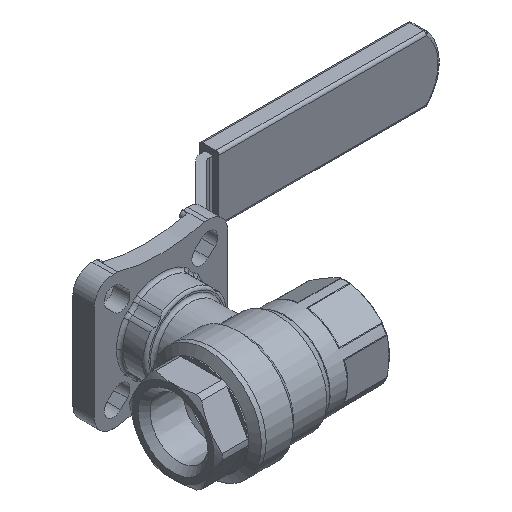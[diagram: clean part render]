
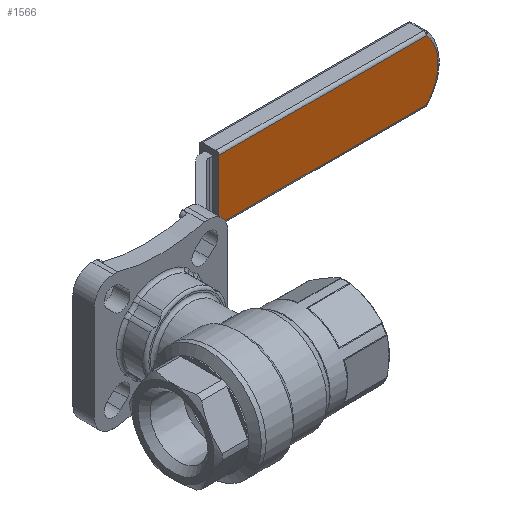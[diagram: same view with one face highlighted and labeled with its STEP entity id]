
A CAD part, isometric view. The second image highlights one B-rep face of the part: STEP entity #1566.
In plain terms, the highlighted planar face has unit normal (0, -1, 0).
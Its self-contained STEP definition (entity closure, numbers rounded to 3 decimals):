
#1566=ADVANCED_FACE('',(#3040),#3041,.F.);
#3040=FACE_OUTER_BOUND('',#5557,.T.);
#3041=PLANE('',#5558);
#5557=EDGE_LOOP('',(#8963,#8964,#8965,#8966,#8967,#8968));
#5558=AXIS2_PLACEMENT_3D('',#8969,#8970,#8971);
#8963=ORIENTED_EDGE('',*,*,#10445,.T.);
#8964=ORIENTED_EDGE('',*,*,#10446,.T.);
#8965=ORIENTED_EDGE('',*,*,#10399,.F.);
#8966=ORIENTED_EDGE('',*,*,#10447,.T.);
#8967=ORIENTED_EDGE('',*,*,#10448,.T.);
#8968=ORIENTED_EDGE('',*,*,#10449,.T.);
#8969=CARTESIAN_POINT('',(-113.0,58.826,11.0));
#8970=DIRECTION('',(0.,1.0,0.0));
#8971=DIRECTION('',(-1.0,0.,0.0));
#10399=EDGE_CURVE('',#12341,#12342,#12343,.F.);
#10445=EDGE_CURVE('',#12412,#12413,#12414,.F.);
#10446=EDGE_CURVE('',#12413,#12342,#12415,.T.);
#10447=EDGE_CURVE('',#12341,#12416,#12417,.T.);
#10448=EDGE_CURVE('',#12416,#12418,#12419,.F.);
#10449=EDGE_CURVE('',#12418,#12412,#12420,.T.);
#12341=VERTEX_POINT('',#16093);
#12342=VERTEX_POINT('',#16094);
#12343=LINE('',#16095,#16096);
#12412=VERTEX_POINT('',#16191);
#12413=VERTEX_POINT('',#16192);
#12414=CIRCLE('',#16193,13.9);
#12415=LINE('',#16194,#16195);
#12416=VERTEX_POINT('',#16196);
#12417=LINE('',#16197,#16198);
#12418=VERTEX_POINT('',#16199);
#12419=CIRCLE('',#16200,13.9);
#12420=LINE('',#16201,#16202);
#16093=CARTESIAN_POINT('',(-45.0,58.826,8.848));
#16094=CARTESIAN_POINT('',(-45.0,58.826,-9.952));
#16095=CARTESIAN_POINT('',(-45.0,58.826,11.0));
#16096=VECTOR('',#17651,1.0);
#16191=CARTESIAN_POINT('',(-113.9,58.826,-1.139));
#16192=CARTESIAN_POINT('',(-110.252,58.826,-9.952));
#16193=AXIS2_PLACEMENT_3D('',#17705,#17706,#17707);
#16194=CARTESIAN_POINT('',(-113.0,58.826,-9.952));
#16195=VECTOR('',#17708,1.0);
#16196=CARTESIAN_POINT('',(-110.252,58.826,8.848));
#16197=CARTESIAN_POINT('',(-113.0,58.826,8.848));
#16198=VECTOR('',#17709,1.0);
#16199=CARTESIAN_POINT('',(-113.9,58.826,0.034));
#16200=AXIS2_PLACEMENT_3D('',#17710,#17711,#17712);
#16201=CARTESIAN_POINT('',(-113.9,58.826,11.0));
#16202=VECTOR('',#17713,1.0);
#17651=DIRECTION('',(0.0,0.0,1.0));
#17705=CARTESIAN_POINT('',(-100.012,58.826,-0.552));
#17706=DIRECTION('',(0.,1.0,0.0));
#17707=DIRECTION('',(-1.0,0.,0.0));
#17708=DIRECTION('',(1.0,0.,0.));
#17709=DIRECTION('',(-1.0,0.,0.));
#17710=CARTESIAN_POINT('',(-100.012,58.826,-0.552));
#17711=DIRECTION('',(0.,1.0,0.0));
#17712=DIRECTION('',(-1.0,0.,0.0));
#17713=DIRECTION('',(0.0,0.0,-1.0));
